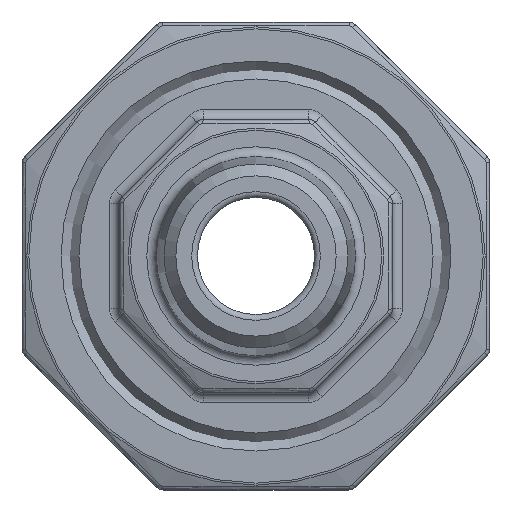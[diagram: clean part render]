
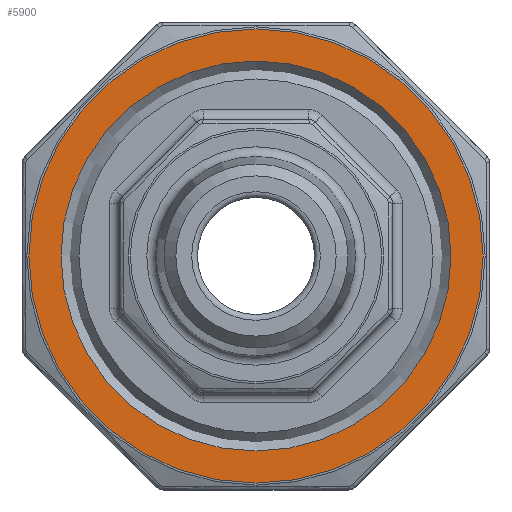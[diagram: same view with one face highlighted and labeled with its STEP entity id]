
A CAD part, left-side view. The second image highlights one B-rep face of the part: STEP entity #5900.
In plain terms, the highlighted planar face has unit normal (-1, 0, 0).
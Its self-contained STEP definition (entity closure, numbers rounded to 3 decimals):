
#2095 = AXIS2_PLACEMENT_3D ( 'NONE', #19980, #11750, #8338 ) ;
#2778 = FACE_OUTER_BOUND ( 'NONE', #4016, .T. ) ;
#2898 = FACE_BOUND ( 'NONE', #6489, .T. ) ;
#2983 = CIRCLE ( 'NONE', #4057, 10. ) ;
#4016 = EDGE_LOOP ( 'NONE', ( #7855 ) ) ;
#4057 = AXIS2_PLACEMENT_3D ( 'NONE', #4084, #20030, #6119 ) ;
#4084 = CARTESIAN_POINT ( 'NONE',  ( -8., 0., 0. ) ) ;
#5658 = ORIENTED_EDGE ( 'NONE', *, *, #14810, .T. ) ;
#5829 = CARTESIAN_POINT ( 'NONE',  ( -8., 0., 11.647 ) ) ;
#5900 = ADVANCED_FACE ( 'NONE', ( #2778, #2898 ), #14929, .T. ) ;
#6119 = DIRECTION ( 'NONE',  ( 0., 0., -1. ) ) ;
#6489 = EDGE_LOOP ( 'NONE', ( #5658 ) ) ;
#7855 = ORIENTED_EDGE ( 'NONE', *, *, #9572, .T. ) ;
#8338 = DIRECTION ( 'NONE',  ( 0., 0., 1. ) ) ;
#9572 = EDGE_CURVE ( 'NONE', #14691, #14691, #22493, .T. ) ;
#11240 = DIRECTION ( 'NONE',  ( 0., 0., 1. ) ) ;
#11750 = DIRECTION ( 'NONE',  ( -1., 0., 0. ) ) ;
#13247 = DIRECTION ( 'NONE',  ( -1., 0., 0. ) ) ;
#14691 = VERTEX_POINT ( 'NONE', #5829 ) ;
#14810 = EDGE_CURVE ( 'NONE', #19845, #19845, #2983, .T. ) ;
#14929 = PLANE ( 'NONE',  #2095 ) ;
#16291 = AXIS2_PLACEMENT_3D ( 'NONE', #18403, #13247, #11240 ) ;
#16420 = CARTESIAN_POINT ( 'NONE',  ( -8., 0., -10. ) ) ;
#18403 = CARTESIAN_POINT ( 'NONE',  ( -8., 0., 0. ) ) ;
#19845 = VERTEX_POINT ( 'NONE', #16420 ) ;
#19980 = CARTESIAN_POINT ( 'NONE',  ( -8., 19.19, 0. ) ) ;
#20030 = DIRECTION ( 'NONE',  ( 1., 0., 0. ) ) ;
#22493 = CIRCLE ( 'NONE', #16291, 11.647 ) ;
